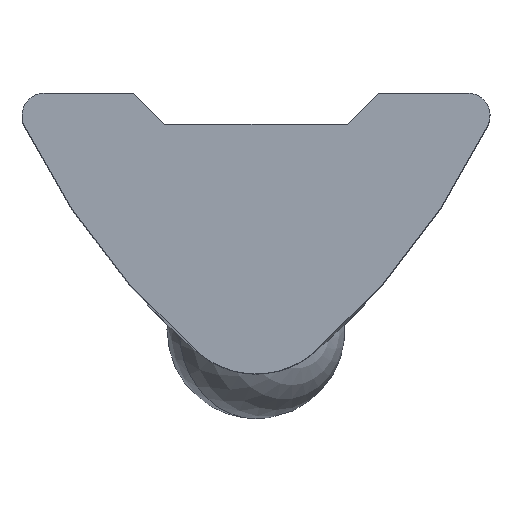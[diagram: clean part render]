
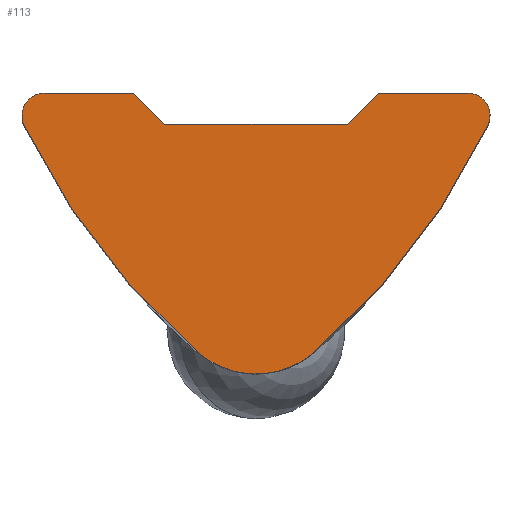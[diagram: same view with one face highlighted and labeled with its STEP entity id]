
A CAD part, top view. The second image highlights one B-rep face of the part: STEP entity #113.
In plain terms, the highlighted planar face has unit normal (0, 0, 1).
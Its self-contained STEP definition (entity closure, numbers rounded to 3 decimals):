
#73 = CARTESIAN_POINT ( 'NONE',  ( -5.2, -0.718, 17. ) ) ;
#104 = CARTESIAN_POINT ( 'NONE',  ( -2.05, -0.7, 17. ) ) ;
#111 = CARTESIAN_POINT ( 'NONE',  ( 2.05, -0.7, 17. ) ) ;
#113 = ADVANCED_FACE ( 'NONE', ( #362 ), #345, .T. ) ;
#144 = DIRECTION ( 'NONE',  ( -1., 0., 0. ) ) ;
#167 = CARTESIAN_POINT ( 'NONE',  ( -4.75, -0.5, 17. ) ) ;
#171 = DIRECTION ( 'NONE',  ( 0., 0., 1. ) ) ;
#175 = DIRECTION ( 'NONE',  ( 1., 0., 0. ) ) ;
#196 = EDGE_CURVE ( 'NONE', #514, #786, #213, .T. ) ;
#207 = CIRCLE ( 'NONE', #1587, 0.5 ) ;
#213 = CIRCLE ( 'NONE', #1682, 16. ) ;
#217 = EDGE_CURVE ( 'NONE', #493, #452, #207, .T. ) ;
#243 = CARTESIAN_POINT ( 'NONE',  ( 0., -4.3, 17. ) ) ;
#248 = DIRECTION ( 'NONE',  ( 0., 0., 1. ) ) ;
#254 = DIRECTION ( 'NONE',  ( 1., 0., 0. ) ) ;
#270 = AXIS2_PLACEMENT_3D ( 'NONE', #243, #248, #254 ) ;
#275 = CARTESIAN_POINT ( 'NONE',  ( -5.25, -0.5, 17. ) ) ;
#284 = AXIS2_PLACEMENT_3D ( 'NONE', #167, #171, #175 ) ;
#302 = CARTESIAN_POINT ( 'NONE',  ( 2.75, 0., 17. ) ) ;
#326 = CARTESIAN_POINT ( 'NONE',  ( -2.75, 0., 17. ) ) ;
#343 = VERTEX_POINT ( 'NONE', #111 ) ;
#345 = PLANE ( 'NONE',  #386 ) ;
#349 = CARTESIAN_POINT ( 'NONE',  ( -4.75, -0.5, 17. ) ) ;
#362 = FACE_OUTER_BOUND ( 'NONE', #469, .T. ) ;
#386 = AXIS2_PLACEMENT_3D ( 'NONE', #349, #389, #410 ) ;
#389 = DIRECTION ( 'NONE',  ( 0., 0., 1. ) ) ;
#410 = DIRECTION ( 'NONE',  ( 1., 0., 0. ) ) ;
#429 = CARTESIAN_POINT ( 'NONE',  ( -1.315, -5.807, 17. ) ) ;
#443 = CARTESIAN_POINT ( 'NONE',  ( -4.75, 0., 17. ) ) ;
#452 = VERTEX_POINT ( 'NONE', #275 ) ;
#469 = EDGE_LOOP ( 'NONE', ( #756, #753, #732, #729, #708, #705, #669, #622, #621, #600, #575 ) ) ;
#482 = DIRECTION ( 'NONE',  ( -1., 0., 0. ) ) ;
#493 = VERTEX_POINT ( 'NONE', #443 ) ;
#514 = VERTEX_POINT ( 'NONE', #734 ) ;
#539 = EDGE_CURVE ( 'NONE', #786, #670, #1572, .T. ) ;
#575 = ORIENTED_EDGE ( 'NONE', *, *, #1696, .T. ) ;
#581 = CARTESIAN_POINT ( 'NONE',  ( -2.75, 0., 17. ) ) ;
#600 = ORIENTED_EDGE ( 'NONE', *, *, #836, .T. ) ;
#621 = ORIENTED_EDGE ( 'NONE', *, *, #845, .T. ) ;
#622 = ORIENTED_EDGE ( 'NONE', *, *, #672, .T. ) ;
#632 = CARTESIAN_POINT ( 'NONE',  ( 5.2, -0.718, 17. ) ) ;
#635 = CIRCLE ( 'NONE', #270, 2. ) ;
#669 = ORIENTED_EDGE ( 'NONE', *, *, #539, .T. ) ;
#670 = VERTEX_POINT ( 'NONE', #1193 ) ;
#672 = EDGE_CURVE ( 'NONE', #670, #1130, #1292, .T. ) ;
#705 = ORIENTED_EDGE ( 'NONE', *, *, #196, .T. ) ;
#708 = ORIENTED_EDGE ( 'NONE', *, *, #1058, .T. ) ;
#718 = CIRCLE ( 'NONE', #284, 0.5 ) ;
#723 = CARTESIAN_POINT ( 'NONE',  ( -9.203, 6.25, 17. ) ) ;
#729 = ORIENTED_EDGE ( 'NONE', *, *, #867, .T. ) ;
#732 = ORIENTED_EDGE ( 'NONE', *, *, #1041, .T. ) ;
#734 = CARTESIAN_POINT ( 'NONE',  ( 1.315, -5.807, 17. ) ) ;
#753 = ORIENTED_EDGE ( 'NONE', *, *, #217, .T. ) ;
#756 = ORIENTED_EDGE ( 'NONE', *, *, #1548, .T. ) ;
#786 = VERTEX_POINT ( 'NONE', #632 ) ;
#793 = CARTESIAN_POINT ( 'NONE',  ( 9.203, 6.25, 17. ) ) ;
#801 = VERTEX_POINT ( 'NONE', #73 ) ;
#813 = VECTOR ( 'NONE', #1224, 1000. ) ;
#825 = CARTESIAN_POINT ( 'NONE',  ( 4.75, -0.5, 17. ) ) ;
#828 = DIRECTION ( 'NONE',  ( 0., 0., 1. ) ) ;
#830 = DIRECTION ( 'NONE',  ( -1., 0., 0. ) ) ;
#836 = EDGE_CURVE ( 'NONE', #343, #998, #1006, .T. ) ;
#845 = EDGE_CURVE ( 'NONE', #1130, #343, #967, .T. ) ;
#867 = EDGE_CURVE ( 'NONE', #801, #1580, #900, .T. ) ;
#900 = CIRCLE ( 'NONE', #1032, 16. ) ;
#919 = VECTOR ( 'NONE', #1717, 1000. ) ;
#946 = VECTOR ( 'NONE', #144, 1000. ) ;
#960 = DIRECTION ( 'NONE',  ( 0., 0., 1. ) ) ;
#967 = LINE ( 'NONE', #302, #919 ) ;
#998 = VERTEX_POINT ( 'NONE', #104 ) ;
#1006 = LINE ( 'NONE', #1542, #946 ) ;
#1026 = CARTESIAN_POINT ( 'NONE',  ( -4.75, -0.5, 17. ) ) ;
#1032 = AXIS2_PLACEMENT_3D ( 'NONE', #793, #960, #1047 ) ;
#1041 = EDGE_CURVE ( 'NONE', #452, #801, #718, .T. ) ;
#1047 = DIRECTION ( 'NONE',  ( 1., 0., 0. ) ) ;
#1050 = DIRECTION ( 'NONE',  ( -1., 0., 0. ) ) ;
#1058 = EDGE_CURVE ( 'NONE', #1580, #514, #635, .T. ) ;
#1064 = DIRECTION ( 'NONE',  ( 0., 0., 1. ) ) ;
#1109 = CARTESIAN_POINT ( 'NONE',  ( -2.75, 0., 17. ) ) ;
#1130 = VERTEX_POINT ( 'NONE', #1524 ) ;
#1144 = LINE ( 'NONE', #1109, #813 ) ;
#1187 = CARTESIAN_POINT ( 'NONE',  ( 4.75, 0., 17. ) ) ;
#1193 = CARTESIAN_POINT ( 'NONE',  ( 4.75, 0., 17. ) ) ;
#1217 = DIRECTION ( 'NONE',  ( -1., 0., 0. ) ) ;
#1224 = DIRECTION ( 'NONE',  ( -0.707, 0.707, 0. ) ) ;
#1255 = VECTOR ( 'NONE', #1217, 1000. ) ;
#1292 = LINE ( 'NONE', #1187, #1255 ) ;
#1300 = AXIS2_PLACEMENT_3D ( 'NONE', #825, #828, #830 ) ;
#1314 = DIRECTION ( 'NONE',  ( 0., 0., 1. ) ) ;
#1471 = VECTOR ( 'NONE', #482, 1000. ) ;
#1524 = CARTESIAN_POINT ( 'NONE',  ( 2.75, 0., 17. ) ) ;
#1542 = CARTESIAN_POINT ( 'NONE',  ( -2.05, -0.7, 17. ) ) ;
#1548 = EDGE_CURVE ( 'NONE', #1678, #493, #1626, .T. ) ;
#1572 = CIRCLE ( 'NONE', #1300, 0.5 ) ;
#1580 = VERTEX_POINT ( 'NONE', #429 ) ;
#1587 = AXIS2_PLACEMENT_3D ( 'NONE', #1026, #1314, #1745 ) ;
#1626 = LINE ( 'NONE', #326, #1471 ) ;
#1678 = VERTEX_POINT ( 'NONE', #581 ) ;
#1682 = AXIS2_PLACEMENT_3D ( 'NONE', #723, #1064, #1050 ) ;
#1696 = EDGE_CURVE ( 'NONE', #998, #1678, #1144, .T. ) ;
#1717 = DIRECTION ( 'NONE',  ( -0.707, -0.707, 0. ) ) ;
#1745 = DIRECTION ( 'NONE',  ( 1., 0., 0. ) ) ;
